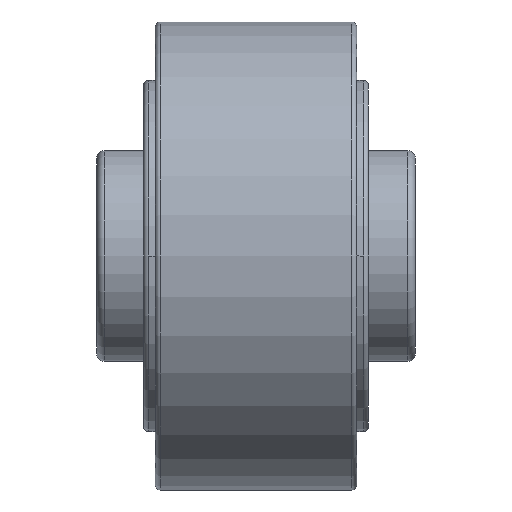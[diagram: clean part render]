
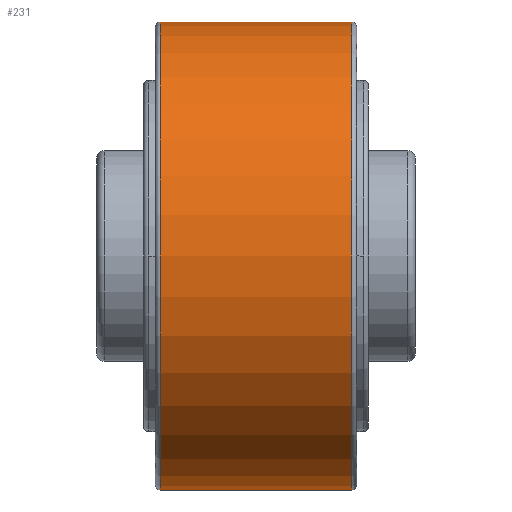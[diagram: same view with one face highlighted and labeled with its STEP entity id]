
A CAD part, front view. The second image highlights one B-rep face of the part: STEP entity #231.
In plain terms, the highlighted cylindrical face has radius 50 mm (diameter 100 mm), a partial arc.
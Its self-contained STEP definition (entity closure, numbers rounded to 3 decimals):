
#231=ADVANCED_FACE('',(#621),#622,.T.);
#621=FACE_OUTER_BOUND('',#1047,.T.);
#622=CYLINDRICAL_SURFACE('',#1048,50.0);
#1047=EDGE_LOOP('',(#2413,#2414,#2415,#2416,#2417,#2418));
#1048=AXIS2_PLACEMENT_3D('',#2419,#2420,#2421);
#2413=ORIENTED_EDGE('',*,*,#2543,.T.);
#2414=ORIENTED_EDGE('',*,*,#2938,.F.);
#2415=ORIENTED_EDGE('',*,*,#2937,.F.);
#2416=ORIENTED_EDGE('',*,*,#2545,.T.);
#2417=ORIENTED_EDGE('',*,*,#2934,.T.);
#2418=ORIENTED_EDGE('',*,*,#2933,.T.);
#2419=CARTESIAN_POINT('',(0.0,0.0,0.0));
#2420=DIRECTION('',(1.0,0.0,0.0));
#2421=DIRECTION('',(0.0,0.0,-1.0));
#2543=EDGE_CURVE('',#3121,#3122,#3123,.T.);
#2545=EDGE_CURVE('',#3126,#3124,#3127,.T.);
#2933=EDGE_CURVE('',#3750,#3121,#3751,.T.);
#2934=EDGE_CURVE('',#3124,#3750,#3752,.T.);
#2937=EDGE_CURVE('',#3126,#3756,#3757,.T.);
#2938=EDGE_CURVE('',#3756,#3122,#3758,.T.);
#3121=VERTEX_POINT('',#3830);
#3122=VERTEX_POINT('',#3831);
#3123=LINE('',#3832,#3833);
#3124=VERTEX_POINT('',#3834);
#3126=VERTEX_POINT('',#3836);
#3127=LINE('',#3837,#3838);
#3750=VERTEX_POINT('',#4725);
#3751=CIRCLE('',#4726,50.0);
#3752=CIRCLE('',#4727,50.0);
#3756=VERTEX_POINT('',#4731);
#3757=CIRCLE('',#4732,50.0);
#3758=CIRCLE('',#4733,50.0);
#3830=CARTESIAN_POINT('',(-20.5,0.,-50.0));
#3831=CARTESIAN_POINT('',(20.5,0.,-50.0));
#3832=CARTESIAN_POINT('',(0.0,0.,-50.0));
#3833=VECTOR('',#4849,1.0);
#3834=CARTESIAN_POINT('',(-20.5,0.,50.0));
#3836=CARTESIAN_POINT('',(20.5,0.,50.0));
#3837=CARTESIAN_POINT('',(0.0,0.,50.0));
#3838=VECTOR('',#4853,1.0);
#4725=CARTESIAN_POINT('',(-20.5,-50.0,0.));
#4726=AXIS2_PLACEMENT_3D('',#5672,#5673,#5674);
#4727=AXIS2_PLACEMENT_3D('',#5675,#5676,#5677);
#4731=CARTESIAN_POINT('',(20.5,-50.0,0.0));
#4732=AXIS2_PLACEMENT_3D('',#5684,#5685,#5686);
#4733=AXIS2_PLACEMENT_3D('',#5687,#5688,#5689);
#4849=DIRECTION('',(1.0,0.0,0.0));
#4853=DIRECTION('',(-1.0,-0.0,-0.0));
#5672=CARTESIAN_POINT('',(-20.5,0.,0.));
#5673=DIRECTION('',(1.0,0.0,0.0));
#5674=DIRECTION('',(0.0,0.0,-1.0));
#5675=CARTESIAN_POINT('',(-20.5,0.,0.));
#5676=DIRECTION('',(1.0,0.0,0.0));
#5677=DIRECTION('',(0.0,0.0,-1.0));
#5684=CARTESIAN_POINT('',(20.5,0.,0.0));
#5685=DIRECTION('',(1.0,0.0,0.0));
#5686=DIRECTION('',(0.0,0.0,-1.0));
#5687=CARTESIAN_POINT('',(20.5,0.,0.0));
#5688=DIRECTION('',(1.0,0.0,0.0));
#5689=DIRECTION('',(0.0,0.0,-1.0));
